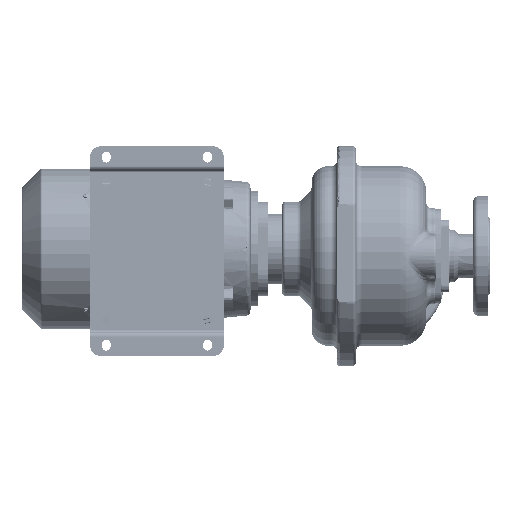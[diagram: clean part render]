
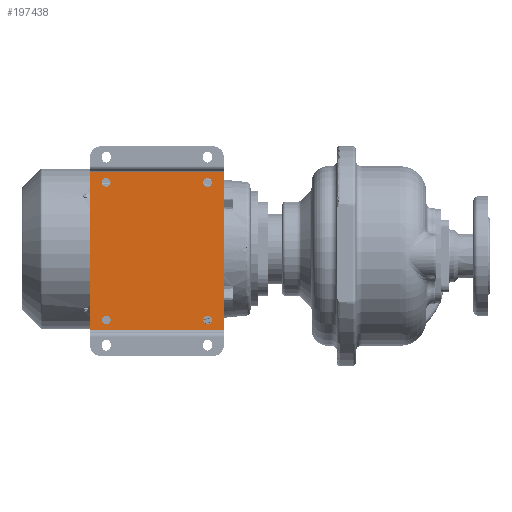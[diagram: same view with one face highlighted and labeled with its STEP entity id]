
A CAD part, front view. The second image highlights one B-rep face of the part: STEP entity #197438.
In plain terms, the highlighted planar face has unit normal (0, -1, 0).
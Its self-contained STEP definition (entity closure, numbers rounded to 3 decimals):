
#60363=DIRECTION('',(0.,0.,-1.));
#60364=VECTOR('',#60363,218.);
#60365=CARTESIAN_POINT('',(-166.5,-115.,105.7));
#60366=LINE('',#60365,#60364);
#60407=DIRECTION('',(0.,0.,-1.));
#60408=VECTOR('',#60407,218.);
#60409=CARTESIAN_POINT('',(-351.5,-115.,105.7));
#60410=LINE('',#60409,#60408);
#60461=DIRECTION('',(-1.,0.,0.));
#60462=VECTOR('',#60461,185.);
#60463=CARTESIAN_POINT('',(-166.5,-115.,105.7));
#60464=LINE('',#60463,#60462);
#60465=CARTESIAN_POINT('',(-329.,-115.,91.7));
#60466=DIRECTION('',(0.,1.,0.));
#60467=DIRECTION('',(-1.,0.,0.));
#60468=AXIS2_PLACEMENT_3D('',#60465,#60466,#60467);
#60470=CARTESIAN_POINT('',(-329.,-115.,91.7));
#60471=DIRECTION('',(0.,1.,0.));
#60472=DIRECTION('',(1.,0.,0.));
#60473=AXIS2_PLACEMENT_3D('',#60470,#60471,#60472);
#60475=CARTESIAN_POINT('',(-329.,-115.,-98.3));
#60476=DIRECTION('',(0.,1.,0.));
#60477=DIRECTION('',(-1.,0.,0.));
#60478=AXIS2_PLACEMENT_3D('',#60475,#60476,#60477);
#60480=CARTESIAN_POINT('',(-329.,-115.,-98.3));
#60481=DIRECTION('',(0.,1.,0.));
#60482=DIRECTION('',(1.,0.,0.));
#60483=AXIS2_PLACEMENT_3D('',#60480,#60481,#60482);
#60485=CARTESIAN_POINT('',(-189.,-115.,91.7));
#60486=DIRECTION('',(0.,1.,0.));
#60487=DIRECTION('',(-1.,0.,0.));
#60488=AXIS2_PLACEMENT_3D('',#60485,#60486,#60487);
#60490=CARTESIAN_POINT('',(-189.,-115.,91.7));
#60491=DIRECTION('',(0.,1.,0.));
#60492=DIRECTION('',(1.,0.,0.));
#60493=AXIS2_PLACEMENT_3D('',#60490,#60491,#60492);
#60495=CARTESIAN_POINT('',(-189.,-115.,-98.3));
#60496=DIRECTION('',(0.,1.,0.));
#60497=DIRECTION('',(-1.,0.,0.));
#60498=AXIS2_PLACEMENT_3D('',#60495,#60496,#60497);
#60500=CARTESIAN_POINT('',(-189.,-115.,-98.3));
#60501=DIRECTION('',(0.,1.,0.));
#60502=DIRECTION('',(1.,0.,0.));
#60503=AXIS2_PLACEMENT_3D('',#60500,#60501,#60502);
#60505=DIRECTION('',(-1.,0.,0.));
#60506=VECTOR('',#60505,185.);
#60507=CARTESIAN_POINT('',(-166.5,-115.,-112.3));
#60508=LINE('',#60507,#60506);
#144355=CARTESIAN_POINT('',(-166.5,-115.,105.7));
#144356=CARTESIAN_POINT('',(-166.5,-115.,-112.3));
#144357=VERTEX_POINT('',#144355);
#144358=VERTEX_POINT('',#144356);
#144367=CARTESIAN_POINT('',(-351.5,-115.,105.7));
#144368=CARTESIAN_POINT('',(-351.5,-115.,-112.3));
#144369=VERTEX_POINT('',#144367);
#144370=VERTEX_POINT('',#144368);
#144455=CARTESIAN_POINT('',(-195.,-115.,-98.3));
#144456=CARTESIAN_POINT('',(-183.,-115.,-98.3));
#144457=VERTEX_POINT('',#144455);
#144458=VERTEX_POINT('',#144456);
#144459=CARTESIAN_POINT('',(-195.,-115.,91.7));
#144460=CARTESIAN_POINT('',(-183.,-115.,91.7));
#144461=VERTEX_POINT('',#144459);
#144462=VERTEX_POINT('',#144460);
#144463=CARTESIAN_POINT('',(-335.,-115.,-98.3));
#144464=CARTESIAN_POINT('',(-323.,-115.,-98.3));
#144465=VERTEX_POINT('',#144463);
#144466=VERTEX_POINT('',#144464);
#144467=CARTESIAN_POINT('',(-335.,-115.,91.7));
#144468=CARTESIAN_POINT('',(-323.,-115.,91.7));
#144469=VERTEX_POINT('',#144467);
#144470=VERTEX_POINT('',#144468);
#197402=CARTESIAN_POINT('',(-166.5,-115.,105.7));
#197403=DIRECTION('',(0.,1.,0.));
#197404=DIRECTION('',(0.,0.,-1.));
#197405=AXIS2_PLACEMENT_3D('',#197402,#197403,#197404);
#197406=PLANE('',#197405);
#197407=ORIENTED_EDGE('',*,*,#197254,.T.);
#197409=ORIENTED_EDGE('',*,*,#197408,.T.);
#197410=ORIENTED_EDGE('',*,*,#197312,.F.);
#197411=ORIENTED_EDGE('',*,*,#197395,.F.);
#197412=EDGE_LOOP('',(#197407,#197409,#197410,#197411));
#197413=FACE_OUTER_BOUND('',#197412,.F.);
#197415=ORIENTED_EDGE('',*,*,#197414,.F.);
#197417=ORIENTED_EDGE('',*,*,#197416,.F.);
#197418=EDGE_LOOP('',(#197415,#197417));
#197419=FACE_BOUND('',#197418,.F.);
#197421=ORIENTED_EDGE('',*,*,#197420,.F.);
#197423=ORIENTED_EDGE('',*,*,#197422,.F.);
#197424=EDGE_LOOP('',(#197421,#197423));
#197425=FACE_BOUND('',#197424,.F.);
#197427=ORIENTED_EDGE('',*,*,#197426,.F.);
#197429=ORIENTED_EDGE('',*,*,#197428,.F.);
#197430=EDGE_LOOP('',(#197427,#197429));
#197431=FACE_BOUND('',#197430,.F.);
#197433=ORIENTED_EDGE('',*,*,#197432,.F.);
#197435=ORIENTED_EDGE('',*,*,#197434,.F.);
#197436=EDGE_LOOP('',(#197433,#197435));
#197437=FACE_BOUND('',#197436,.F.);
#197438=ADVANCED_FACE('',(#197413,#197419,#197425,#197431,#197437),#197406,.F.);
#60469=CIRCLE('',#60468,6.);
#60474=CIRCLE('',#60473,6.);
#60479=CIRCLE('',#60478,6.);
#60484=CIRCLE('',#60483,6.);
#60489=CIRCLE('',#60488,6.);
#60494=CIRCLE('',#60493,6.);
#60499=CIRCLE('',#60498,6.);
#60504=CIRCLE('',#60503,6.);
#197254=EDGE_CURVE('',#144357,#144358,#60366,.T.);
#197312=EDGE_CURVE('',#144369,#144370,#60410,.T.);
#197395=EDGE_CURVE('',#144357,#144369,#60464,.T.);
#197408=EDGE_CURVE('',#144358,#144370,#60508,.T.);
#197414=EDGE_CURVE('',#144469,#144470,#60469,.T.);
#197416=EDGE_CURVE('',#144470,#144469,#60474,.T.);
#197420=EDGE_CURVE('',#144465,#144466,#60479,.T.);
#197422=EDGE_CURVE('',#144466,#144465,#60484,.T.);
#197426=EDGE_CURVE('',#144461,#144462,#60489,.T.);
#197428=EDGE_CURVE('',#144462,#144461,#60494,.T.);
#197432=EDGE_CURVE('',#144457,#144458,#60499,.T.);
#197434=EDGE_CURVE('',#144458,#144457,#60504,.T.);
